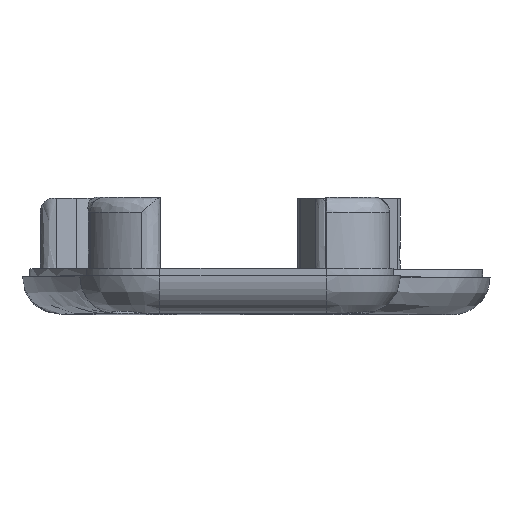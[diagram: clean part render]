
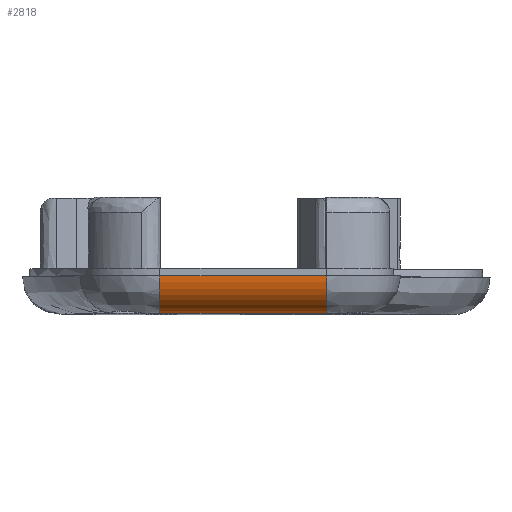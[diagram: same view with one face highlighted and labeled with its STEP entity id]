
A CAD part, top view. The second image highlights one B-rep face of the part: STEP entity #2818.
In plain terms, the highlighted cylindrical face has radius 4.99 mm (diameter 9.98 mm), a partial arc.
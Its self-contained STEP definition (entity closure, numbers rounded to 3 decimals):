
#166=LINE('',#3720,#285);
#224=LINE('',#7469,#343);
#285=VECTOR('',#3141,10.);
#343=VECTOR('',#3463,10.);
#420=CYLINDRICAL_SURFACE('',#3051,4.99);
#527=FACE_OUTER_BOUND('',#707,.T.);
#707=EDGE_LOOP('',(#2331,#2332,#2333,#2334));
#883=CIRCLE('',#3050,4.99);
#884=CIRCLE('',#3052,4.99);
#1119=VERTEX_POINT('',#3711);
#1120=VERTEX_POINT('',#3719);
#1319=VERTEX_POINT('',#7415);
#1320=VERTEX_POINT('',#7467);
#1403=EDGE_CURVE('',#1120,#1119,#166,.T.);
#1698=EDGE_CURVE('',#1319,#1119,#883,.T.);
#1699=EDGE_CURVE('',#1320,#1120,#884,.T.);
#1700=EDGE_CURVE('',#1319,#1320,#224,.T.);
#2331=ORIENTED_EDGE('',*,*,#1699,.T.);
#2332=ORIENTED_EDGE('',*,*,#1403,.T.);
#2333=ORIENTED_EDGE('',*,*,#1698,.F.);
#2334=ORIENTED_EDGE('',*,*,#1700,.T.);
#2818=ADVANCED_FACE('',(#527),#420,.T.);
#3050=AXIS2_PLACEMENT_3D('',#7465,#3457,#3458);
#3051=AXIS2_PLACEMENT_3D('',#7466,#3459,#3460);
#3052=AXIS2_PLACEMENT_3D('',#7468,#3461,#3462);
#3141=DIRECTION('',(1.,0.,0.));
#3457=DIRECTION('center_axis',(1.,0.,0.));
#3458=DIRECTION('ref_axis',(0.,0.,1.));
#3459=DIRECTION('center_axis',(-1.,0.,0.));
#3460=DIRECTION('ref_axis',(0.,-0.707,0.707));
#3461=DIRECTION('center_axis',(1.,0.,0.));
#3462=DIRECTION('ref_axis',(0.,0.,
1.));
#3463=DIRECTION('',(-1.,0.,0.));
#3711=CARTESIAN_POINT('',(18.665,0.,76.878));
#3719=CARTESIAN_POINT('',(-3.615,0.,76.878));
#3720=CARTESIAN_POINT('',(2.807,0.,76.878));
#7415=CARTESIAN_POINT('',(18.665,4.99,81.868));
#7465=CARTESIAN_POINT('Origin',(18.665,4.99,76.878));
#7466=CARTESIAN_POINT('Origin',(2.807,4.99,76.878));
#7467=CARTESIAN_POINT('',(-3.615,4.99,81.868));
#7468=CARTESIAN_POINT('Origin',(-3.615,4.99,76.878));
#7469=CARTESIAN_POINT('',(2.807,4.99,81.868));
